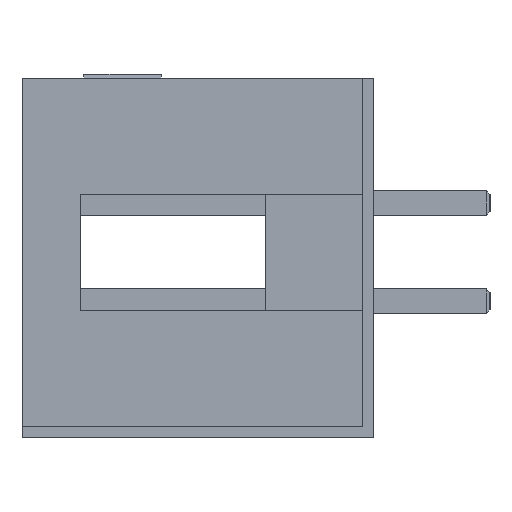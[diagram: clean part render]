
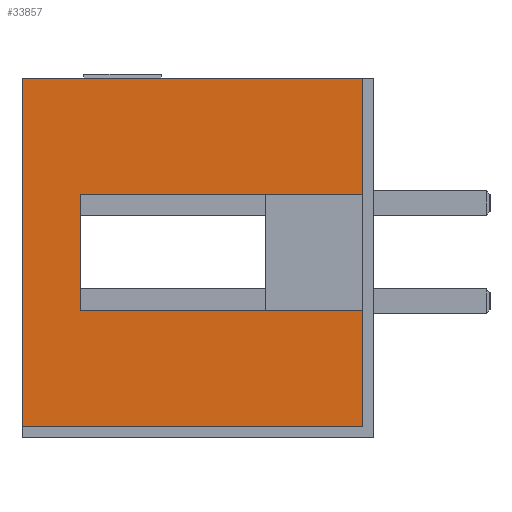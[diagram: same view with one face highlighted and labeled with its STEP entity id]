
A CAD part, left-side view. The second image highlights one B-rep face of the part: STEP entity #33857.
In plain terms, the highlighted planar face has unit normal (-1, 0, 0).
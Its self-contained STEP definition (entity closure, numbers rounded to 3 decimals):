
#1102 = CARTESIAN_POINT ( 'NONE',  ( -35.55, 0.3, 1.5 ) ) ;
#1694 = CARTESIAN_POINT ( 'NONE',  ( -35.55, 0.3, 0. ) ) ;
#1883 = LINE ( 'NONE', #2264, #11657 ) ;
#2264 = CARTESIAN_POINT ( 'NONE',  ( -35.55, 9.1, -4.5 ) ) ;
#2452 = VECTOR ( 'NONE', #10449, 1000. ) ;
#2627 = ORIENTED_EDGE ( 'NONE', *, *, #7593, .T. ) ;
#2655 = DIRECTION ( 'NONE',  ( 0., -1., 0. ) ) ;
#2805 = VERTEX_POINT ( 'NONE', #35222 ) ;
#2910 = LINE ( 'NONE', #34277, #12832 ) ;
#3988 = DIRECTION ( 'NONE',  ( 0., 0., 1. ) ) ;
#5799 = VECTOR ( 'NONE', #17974, 1000. ) ;
#5824 = LINE ( 'NONE', #25597, #30484 ) ;
#6793 = CARTESIAN_POINT ( 'NONE',  ( -35.55, 9.1, 0. ) ) ;
#7593 = EDGE_CURVE ( 'NONE', #16172, #32660, #19088, .T. ) ;
#7907 = VERTEX_POINT ( 'NONE', #36950 ) ;
#8857 = CARTESIAN_POINT ( 'NONE',  ( -35.55, 9.1, 4.5 ) ) ;
#9074 = VECTOR ( 'NONE', #12317, 1000. ) ;
#9287 = VERTEX_POINT ( 'NONE', #24181 ) ;
#10449 = DIRECTION ( 'NONE',  ( 0., 0., -1. ) ) ;
#10667 = ORIENTED_EDGE ( 'NONE', *, *, #14008, .T. ) ;
#11657 = VECTOR ( 'NONE', #28172, 1000. ) ;
#11884 = ORIENTED_EDGE ( 'NONE', *, *, #34869, .F. ) ;
#12317 = DIRECTION ( 'NONE',  ( 0., -1., 0. ) ) ;
#12380 = LINE ( 'NONE', #1694, #18794 ) ;
#12832 = VECTOR ( 'NONE', #19509, 1000. ) ;
#13178 = VERTEX_POINT ( 'NONE', #35765 ) ;
#14008 = EDGE_CURVE ( 'NONE', #2805, #33323, #32647, .T. ) ;
#14632 = LINE ( 'NONE', #8857, #5799 ) ;
#14911 = AXIS2_PLACEMENT_3D ( 'NONE', #6793, #18156, #3988 ) ;
#15182 = ORIENTED_EDGE ( 'NONE', *, *, #16570, .T. ) ;
#16172 = VERTEX_POINT ( 'NONE', #24020 ) ;
#16570 = EDGE_CURVE ( 'NONE', #13178, #2805, #2910, .T. ) ;
#16731 = EDGE_CURVE ( 'NONE', #7907, #9287, #12380, .T. ) ;
#16846 = EDGE_CURVE ( 'NONE', #32660, #9287, #1883, .T. ) ;
#17888 = CARTESIAN_POINT ( 'NONE',  ( -35.55, 7.6, 1.5 ) ) ;
#17974 = DIRECTION ( 'NONE',  ( 0., -1., 0. ) ) ;
#18134 = VERTEX_POINT ( 'NONE', #28886 ) ;
#18156 = DIRECTION ( 'NONE',  ( -1., 0., 0. ) ) ;
#18633 = CARTESIAN_POINT ( 'NONE',  ( -35.55, 0.3, 0. ) ) ;
#18794 = VECTOR ( 'NONE', #23757, 1000. ) ;
#19088 = LINE ( 'NONE', #36490, #32548 ) ;
#19509 = DIRECTION ( 'NONE',  ( 0., 0., 1. ) ) ;
#20316 = ORIENTED_EDGE ( 'NONE', *, *, #16731, .F. ) ;
#21909 = CARTESIAN_POINT ( 'NONE',  ( -35.55, 9.1, -4.5 ) ) ;
#23106 = ORIENTED_EDGE ( 'NONE', *, *, #16846, .T. ) ;
#23757 = DIRECTION ( 'NONE',  ( 0., 0., -1. ) ) ;
#24020 = CARTESIAN_POINT ( 'NONE',  ( -35.55, 9.1, 4.5 ) ) ;
#24056 = LINE ( 'NONE', #18633, #2452 ) ;
#24181 = CARTESIAN_POINT ( 'NONE',  ( -35.55, 0.3, -4.5 ) ) ;
#24374 = EDGE_CURVE ( 'NONE', #16172, #18134, #14632, .T. ) ;
#25580 = ORIENTED_EDGE ( 'NONE', *, *, #26304, .F. ) ;
#25597 = CARTESIAN_POINT ( 'NONE',  ( -35.55, 7.6, -1.5 ) ) ;
#26304 = EDGE_CURVE ( 'NONE', #18134, #33323, #24056, .T. ) ;
#28172 = DIRECTION ( 'NONE',  ( 0., -1., 0. ) ) ;
#28402 = DIRECTION ( 'NONE',  ( 0., 0., -1. ) ) ;
#28886 = CARTESIAN_POINT ( 'NONE',  ( -35.55, 0.3, 4.5 ) ) ;
#30484 = VECTOR ( 'NONE', #2655, 1000. ) ;
#31331 = ORIENTED_EDGE ( 'NONE', *, *, #24374, .F. ) ;
#31781 = PLANE ( 'NONE',  #14911 ) ;
#32345 = FACE_OUTER_BOUND ( 'NONE', #35538, .T. ) ;
#32548 = VECTOR ( 'NONE', #28402, 1000. ) ;
#32647 = LINE ( 'NONE', #17888, #9074 ) ;
#32660 = VERTEX_POINT ( 'NONE', #21909 ) ;
#33323 = VERTEX_POINT ( 'NONE', #1102 ) ;
#33857 = ADVANCED_FACE ( 'NONE', ( #32345 ), #31781, .T. ) ;
#34277 = CARTESIAN_POINT ( 'NONE',  ( -35.55, 7.6, 0. ) ) ;
#34869 = EDGE_CURVE ( 'NONE', #13178, #7907, #5824, .T. ) ;
#35222 = CARTESIAN_POINT ( 'NONE',  ( -35.55, 7.6, 1.5 ) ) ;
#35538 = EDGE_LOOP ( 'NONE', ( #20316, #11884, #15182, #10667, #25580, #31331, #2627, #23106 ) ) ;
#35765 = CARTESIAN_POINT ( 'NONE',  ( -35.55, 7.6, -1.5 ) ) ;
#36490 = CARTESIAN_POINT ( 'NONE',  ( -35.55, 9.1, 0. ) ) ;
#36950 = CARTESIAN_POINT ( 'NONE',  ( -35.55, 0.3, -1.5 ) ) ;
